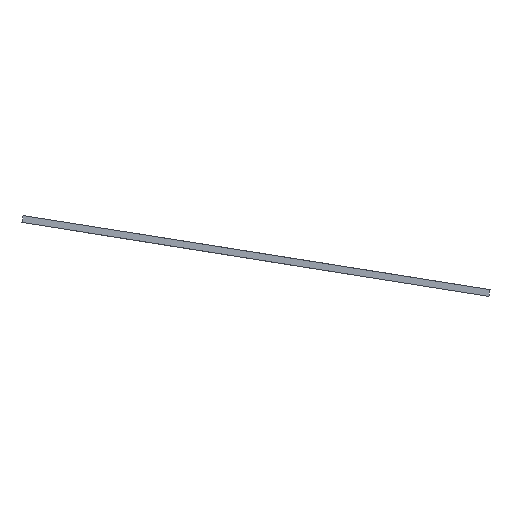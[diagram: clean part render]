
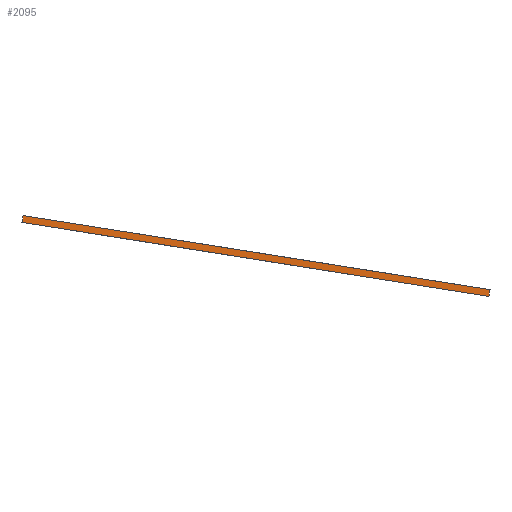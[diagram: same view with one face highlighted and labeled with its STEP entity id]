
A CAD part, left-side view. The second image highlights one B-rep face of the part: STEP entity #2095.
In plain terms, the highlighted planar face has unit normal (-1, 0, 0).
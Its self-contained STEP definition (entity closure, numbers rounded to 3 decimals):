
#169=DIRECTION('',(0.,0.988,0.156));
#170=VECTOR('',#169,103.271);
#171=CARTESIAN_POINT('',(-83.6,-51.,-56.915));
#172=LINE('',#171,#170);
#345=DIRECTION('',(0.,0.988,0.156));
#346=VECTOR('',#345,103.271);
#347=CARTESIAN_POINT('',(-83.6,-51.235,-55.433));
#348=LINE('',#347,#346);
#769=DIRECTION('',(0.,-0.156,0.988));
#770=VECTOR('',#769,1.5);
#771=CARTESIAN_POINT('',(-83.6,-51.,-56.915));
#772=LINE('',#771,#770);
#773=DIRECTION('',(0.,-0.156,0.988));
#774=VECTOR('',#773,1.5);
#775=CARTESIAN_POINT('',(-83.6,51.,-40.76));
#776=LINE('',#775,#774);
#1017=CARTESIAN_POINT('',(-83.6,-51.,-56.915));
#1018=CARTESIAN_POINT('',(-83.6,51.,-40.76));
#1019=VERTEX_POINT('',#1017);
#1020=VERTEX_POINT('',#1018);
#1025=CARTESIAN_POINT('',(-83.6,-51.235,-55.433));
#1026=CARTESIAN_POINT('',(-83.6,50.765,-39.279));
#1027=VERTEX_POINT('',#1025);
#1028=VERTEX_POINT('',#1026);
#2083=CARTESIAN_POINT('',(-83.6,-0.117,-48.097));
#2084=DIRECTION('',(-1.,0.,0.));
#2085=DIRECTION('',(0.,0.988,0.156));
#2086=AXIS2_PLACEMENT_3D('',#2083,#2084,#2085);
#2087=PLANE('',#2086);
#2088=ORIENTED_EDGE('',*,*,#1044,.T.);
#2090=ORIENTED_EDGE('',*,*,#2089,.T.);
#2091=ORIENTED_EDGE('',*,*,#1222,.F.);
#2092=ORIENTED_EDGE('',*,*,#2074,.F.);
#2093=EDGE_LOOP('',(#2088,#2090,#2091,#2092));
#2094=FACE_OUTER_BOUND('',#2093,.F.);
#2095=ADVANCED_FACE('',(#2094),#2087,.T.);
#1044=EDGE_CURVE('',#1019,#1020,#172,.T.);
#1222=EDGE_CURVE('',#1027,#1028,#348,.T.);
#2074=EDGE_CURVE('',#1019,#1027,#772,.T.);
#2089=EDGE_CURVE('',#1020,#1028,#776,.T.);
